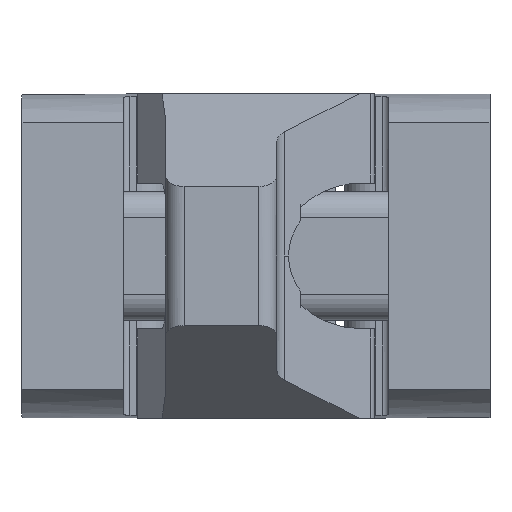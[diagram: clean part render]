
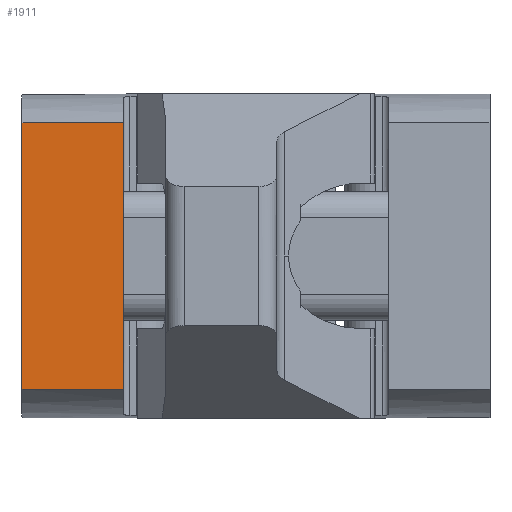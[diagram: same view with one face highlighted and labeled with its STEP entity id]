
A CAD part, left-side view. The second image highlights one B-rep face of the part: STEP entity #1911.
In plain terms, the highlighted planar face has unit normal (-1, 0, 0).
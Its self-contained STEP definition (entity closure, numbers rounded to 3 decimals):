
#1911=ADVANCED_FACE('',(#4825),#4826,.T.);
#1983=EDGE_CURVE('',#3783,#3877,#4901,.T.);
#2497=EDGE_CURVE('',#2743,#2813,#5470,.T.);
#2743=VERTEX_POINT('',#5736);
#2803=EDGE_CURVE('',#3783,#2743,#5800,.T.);
#2813=VERTEX_POINT('',#5812);
#3733=EDGE_CURVE('',#2813,#3877,#6819,.T.);
#3783=VERTEX_POINT('',#6875);
#3877=VERTEX_POINT('',#6976);
#4825=FACE_OUTER_BOUND('',#8221,.T.);
#4826=PLANE('',#8222);
#4901=LINE('',#8371,#8372);
#5470=LINE('',#9166,#9167);
#5736=CARTESIAN_POINT('',(108.0,101.0,-28.723));
#5800=LINE('',#9633,#9634);
#5812=CARTESIAN_POINT('',(108.0,101.0,28.723));
#6819=LINE('',#11162,#11163);
#6875=CARTESIAN_POINT('',(108.0,79.2,-28.723));
#6976=CARTESIAN_POINT('',(108.0,79.2,28.723));
#8221=EDGE_LOOP('',(#12694,#12695,#12696,#12697));
#8222=AXIS2_PLACEMENT_3D('',#12698,#12699,#12700);
#8371=CARTESIAN_POINT('',(108.0,79.2,-36.0));
#8372=VECTOR('',#12752,1.0);
#9166=CARTESIAN_POINT('',(108.0,101.0,-36.0));
#9167=VECTOR('',#13518,1.0);
#9633=CARTESIAN_POINT('',(108.0,90.1,-28.723));
#9634=VECTOR('',#13820,1.0);
#11162=CARTESIAN_POINT('',(108.0,90.1,28.723));
#11163=VECTOR('',#15104,1.0);
#12694=ORIENTED_EDGE('',*,*,#2803,.F.);
#12695=ORIENTED_EDGE('',*,*,#1983,.T.);
#12696=ORIENTED_EDGE('',*,*,#3733,.F.);
#12697=ORIENTED_EDGE('',*,*,#2497,.F.);
#12698=CARTESIAN_POINT('',(108.0,79.2,-36.0));
#12699=DIRECTION('',(-1.0,0.,0.0));
#12700=DIRECTION('',(0.,-1.0,0.0));
#12752=DIRECTION('',(0.0,0.0,1.0));
#13518=DIRECTION('',(0.0,0.0,1.0));
#13820=DIRECTION('',(0.,1.0,0.0));
#15104=DIRECTION('',(0.,-1.0,0.0));
